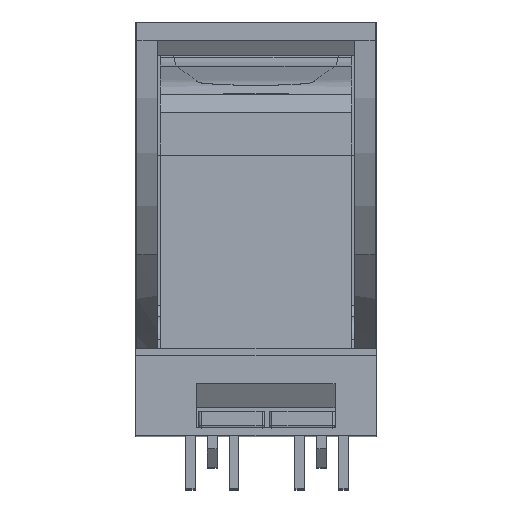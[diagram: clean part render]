
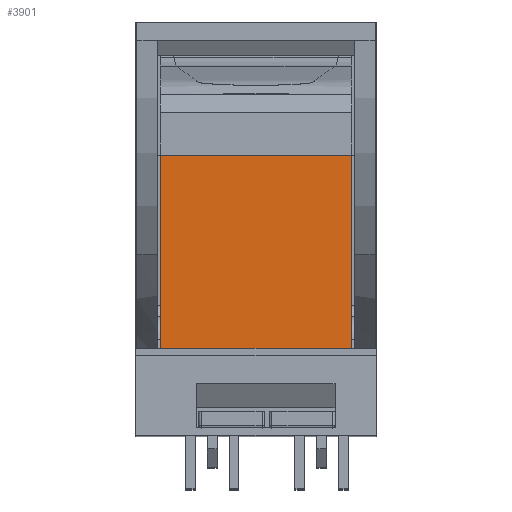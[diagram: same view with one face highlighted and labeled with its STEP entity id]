
A CAD part, top view. The second image highlights one B-rep face of the part: STEP entity #3901.
In plain terms, the highlighted planar face has unit normal (0, 0, 1).
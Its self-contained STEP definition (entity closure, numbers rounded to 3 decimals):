
#2442=AXIS2_PLACEMENT_3D('Plane Axis2P3D',#2439,#2440,#2441) ;
#2439=CARTESIAN_POINT('Axis2P3D Location',(0.,17.9,80.)) ;
#3867=CARTESIAN_POINT('Line Origine',(-19.6,37.75,80.)) ;
#3871=CARTESIAN_POINT('Vertex',(-19.6,57.6,80.)) ;
#3873=CARTESIAN_POINT('Vertex',(-19.6,17.9,80.)) ;
#3876=CARTESIAN_POINT('Line Origine',(0.,17.9,80.)) ;
#3880=CARTESIAN_POINT('Vertex',(19.6,17.9,80.)) ;
#3883=CARTESIAN_POINT('Line Origine',(19.6,37.75,80.)) ;
#3887=CARTESIAN_POINT('Vertex',(19.6,57.6,80.)) ;
#3890=CARTESIAN_POINT('Line Origine',(0.,57.6,80.)) ;
#2440=DIRECTION('Axis2P3D Direction',(0.,0.,-1.)) ;
#2441=DIRECTION('Axis2P3D XDirection',(0.,1.,0.)) ;
#3868=DIRECTION('Vector Direction',(0.,-1.,0.)) ;
#3877=DIRECTION('Vector Direction',(1.,0.,0.)) ;
#3884=DIRECTION('Vector Direction',(0.,-1.,0.)) ;
#3891=DIRECTION('Vector Direction',(1.,0.,0.)) ;
#3869=VECTOR('Line Direction',#3868,1.) ;
#3878=VECTOR('Line Direction',#3877,1.) ;
#3885=VECTOR('Line Direction',#3884,1.) ;
#3892=VECTOR('Line Direction',#3891,1.) ;
#3896=ORIENTED_EDGE('',*,*,#3875,.T.) ;
#3897=ORIENTED_EDGE('',*,*,#3882,.T.) ;
#3898=ORIENTED_EDGE('',*,*,#3889,.F.) ;
#3899=ORIENTED_EDGE('',*,*,#3894,.F.) ;
#3901=ADVANCED_FACE('Hauptk\X2\00F6\X0\rper',(#3900),#2443,.F.) ;
#3875=EDGE_CURVE('',#3872,#3874,#3870,.T.) ;
#3882=EDGE_CURVE('',#3874,#3881,#3879,.T.) ;
#3889=EDGE_CURVE('',#3888,#3881,#3886,.T.) ;
#3894=EDGE_CURVE('',#3872,#3888,#3893,.T.) ;
#3895=EDGE_LOOP('',(#3896,#3897,#3898,#3899)) ;
#3900=FACE_OUTER_BOUND('',#3895,.T.) ;
#3870=LINE('Line',#3867,#3869) ;
#3879=LINE('Line',#3876,#3878) ;
#3886=LINE('Line',#3883,#3885) ;
#3893=LINE('Line',#3890,#3892) ;
#2443=PLANE('',#2442) ;
#3872=VERTEX_POINT('',#3871) ;
#3874=VERTEX_POINT('',#3873) ;
#3881=VERTEX_POINT('',#3880) ;
#3888=VERTEX_POINT('',#3887) ;
